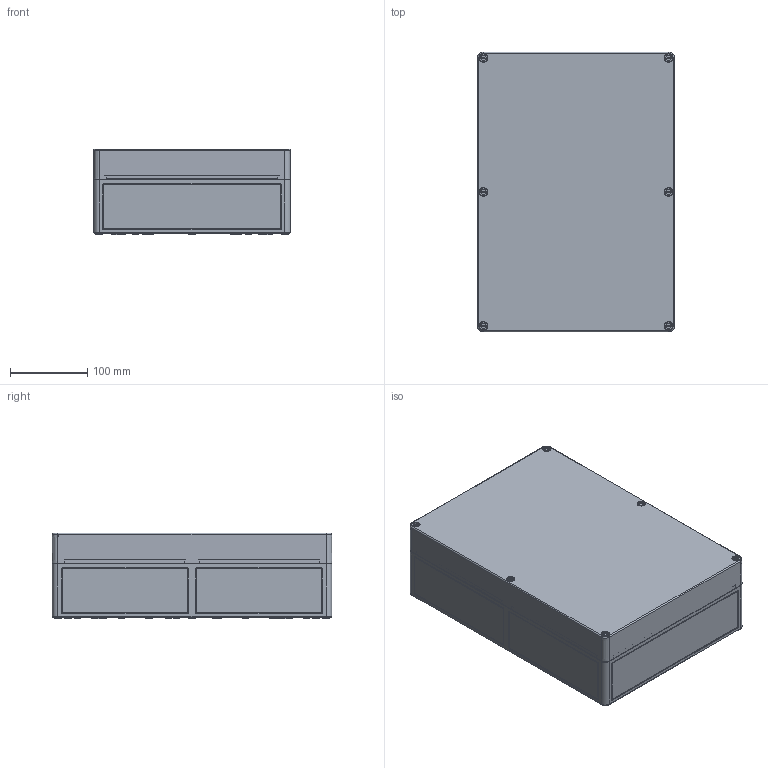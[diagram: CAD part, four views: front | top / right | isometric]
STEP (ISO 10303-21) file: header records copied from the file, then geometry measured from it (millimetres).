
FILE_DESCRIPTION (( 'STEP AP203' ), '1' );
FILE_NAME ('60253612.step', '2014-12-03T15:00:24', ( 'Windows-Benutzer' ), ( '' ), 'SwSTEP 2.0', 'SolidWorks 2014', '' );
FILE_SCHEMA (( 'CONFIG_CONTROL_DESIGN' ));
Length unit declared in the file: millimetre
Products named in the file (4): Kasten_TK3625-o60253612; Deckel_TK3625-11-t60253612; Schraube_TK58mm-schwarz60253612; 60253612
Assembly tree (8 placements, depth 2):
  60253612
    Kasten_TK3625-o60253612
    Deckel_TK3625-11-t60253612
    Schraube_TK58mm-schwarz60253612  x6
Bounding box: 254 x 361 x 110.7 mm (x, y, z)
Volume: 1101306 mm3; surface area: 686806.4 mm2
Topology: 8 solids, 8 shells, 1633 faces, 4070 edges, 2676 vertices
Faces by surface type: plane 947, cylinder 578, cone 88, torus 20
Entity records: 37644 total; most frequent: DIRECTION 6736, CARTESIAN_POINT 6475, ORIENTED_EDGE 6140, EDGE_CURVE 3070, AXIS2_PLACEMENT_3D 2449, VERTEX_POINT 2016, VECTOR 1838, LINE 1838
